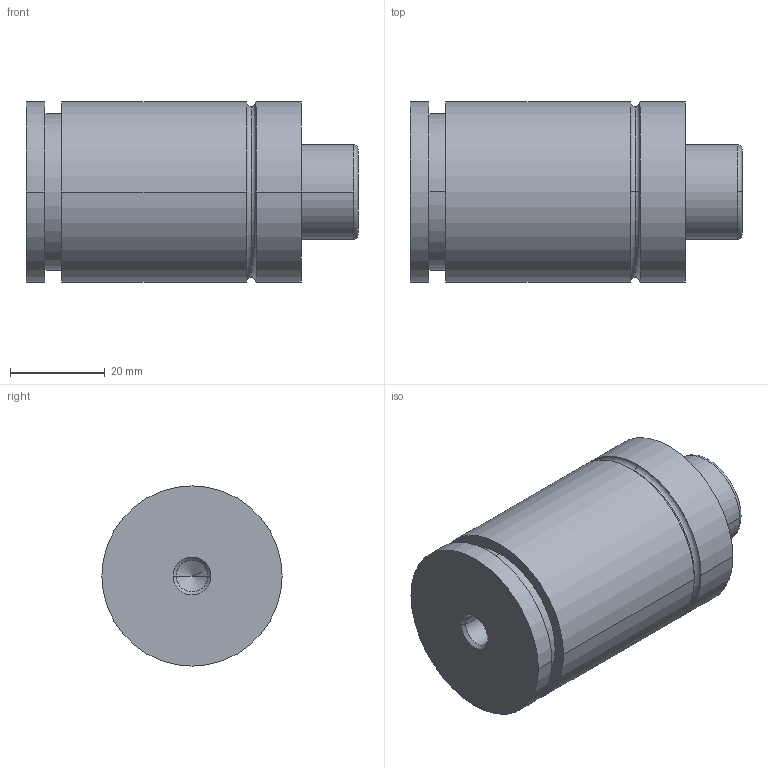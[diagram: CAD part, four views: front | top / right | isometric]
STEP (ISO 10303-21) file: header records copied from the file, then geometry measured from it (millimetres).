
FILE_DESCRIPTION(('STEP AP203'),'1');
FILE_NAME('ressort_gaz_h500-010.stp','2014-04-30T15:05:51',('TraceParts'),('TraceParts S.A.'),'XStep 1.0',' ',' ');
FILE_SCHEMA(('CONFIG_CONTROL_DESIGN'));
Length unit declared in the file: millimetre
Products named in the file (2): 1; 2
Bounding box: 70 x 38 x 38 mm (x, y, z)
Volume: 64836 mm3; surface area: 12061.5 mm2
Topology: 2 solids, 2 shells, 41 faces, 87 edges, 54 vertices
Faces by surface type: cylinder 18, plane 9, cone 8, torus 6
Entity records: 1202 total; most frequent: DIRECTION 230, CARTESIAN_POINT 182, ORIENTED_EDGE 170, AXIS2_PLACEMENT_3D 102, EDGE_CURVE 85, CIRCLE 59, VERTEX_POINT 54, EDGE_LOOP 47
